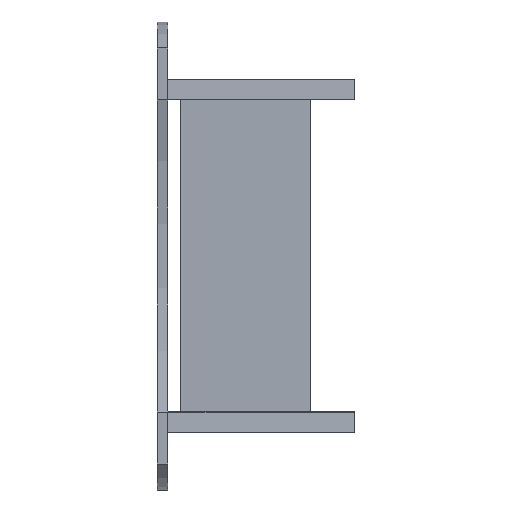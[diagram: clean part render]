
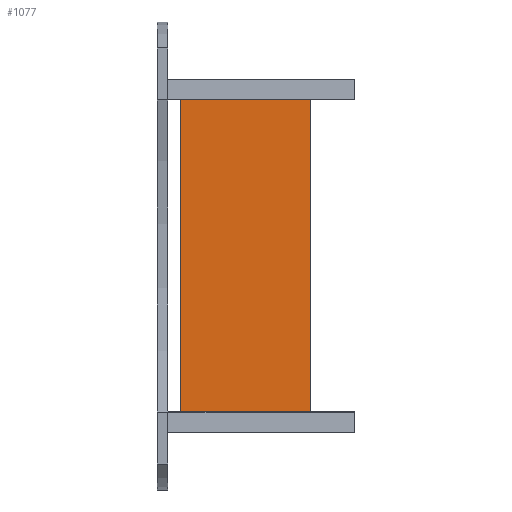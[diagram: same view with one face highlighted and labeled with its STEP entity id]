
A CAD part, left-side view. The second image highlights one B-rep face of the part: STEP entity #1077.
In plain terms, the highlighted planar face has unit normal (-1, 0, 0).
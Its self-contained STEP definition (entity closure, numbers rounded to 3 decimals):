
#236 = EDGE_CURVE ( 'NONE', #69499, #6991, #37101, .T. ) ;
#484 = VERTEX_POINT ( 'NONE', #34001 ) ;
#843 = LINE ( 'NONE', #6262, #7555 ) ;
#849 = CIRCLE ( 'NONE', #46960, 6. ) ;
#1077 = ADVANCED_FACE ( 'NONE', ( #56101, #62964, #23275, #34101, #18212 ), #68708, .F. ) ;
#1562 = CARTESIAN_POINT ( 'NONE',  ( -4015.252, 270., 2651.432 ) ) ;
#1938 = CARTESIAN_POINT ( 'NONE',  ( -4015.252, 570., 3925.432 ) ) ;
#2680 = CARTESIAN_POINT ( 'NONE',  ( -4015.252, 270., 3919.432 ) ) ;
#2806 = DIRECTION ( 'NONE',  ( 0., 0., 1. ) ) ;
#3507 = EDGE_LOOP ( 'NONE', ( #28757, #37422 ) ) ;
#3878 = CIRCLE ( 'NONE', #20007, 6. ) ;
#4730 = CARTESIAN_POINT ( 'NONE',  ( -4015.252, 170., 2605.432 ) ) ;
#5015 = CARTESIAN_POINT ( 'NONE',  ( -4015.252, 270., 2645.432 ) ) ;
#5133 = EDGE_LOOP ( 'NONE', ( #20905, #12445, #66899, #35102 ) ) ;
#5451 = DIRECTION ( 'NONE',  ( -1., 0., 0. ) ) ;
#5913 = CARTESIAN_POINT ( 'NONE',  ( -4015.252, 570., 3931.432 ) ) ;
#6262 = CARTESIAN_POINT ( 'NONE',  ( -4015.252, 170., 3965.432 ) ) ;
#6991 = VERTEX_POINT ( 'NONE', #20585 ) ;
#7555 = VECTOR ( 'NONE', #56038, 1000. ) ;
#7782 = EDGE_CURVE ( 'NONE', #484, #46850, #56408, .T. ) ;
#8968 = CARTESIAN_POINT ( 'NONE',  ( -4015.252, 270., 3925.432 ) ) ;
#9484 = EDGE_CURVE ( 'NONE', #46850, #63261, #843, .T. ) ;
#9661 = CARTESIAN_POINT ( 'NONE',  ( -4015.252, 270., 2645.432 ) ) ;
#10084 = ORIENTED_EDGE ( 'NONE', *, *, #44947, .F. ) ;
#10378 = CARTESIAN_POINT ( 'NONE',  ( -4015.252, 570., 2639.432 ) ) ;
#10703 = VERTEX_POINT ( 'NONE', #1562 ) ;
#10943 = DIRECTION ( 'NONE',  ( 0., 1., 0. ) ) ;
#12445 = ORIENTED_EDGE ( 'NONE', *, *, #7782, .F. ) ;
#13189 = CARTESIAN_POINT ( 'NONE',  ( -4015.252, 570., 3919.432 ) ) ;
#15058 = DIRECTION ( 'NONE',  ( -1., 0., 0. ) ) ;
#15490 = EDGE_CURVE ( 'NONE', #10703, #17889, #849, .T. ) ;
#15523 = CARTESIAN_POINT ( 'NONE',  ( -4015.252, 270., 3925.432 ) ) ;
#15862 = DIRECTION ( 'NONE',  ( 0., 0., 1. ) ) ;
#16196 = VERTEX_POINT ( 'NONE', #19445 ) ;
#17889 = VERTEX_POINT ( 'NONE', #38808 ) ;
#18212 = FACE_OUTER_BOUND ( 'NONE', #5133, .T. ) ;
#18339 = EDGE_CURVE ( 'NONE', #28017, #484, #47776, .T. ) ;
#18938 = DIRECTION ( 'NONE',  ( 1., 0., 0. ) ) ;
#19445 = CARTESIAN_POINT ( 'NONE',  ( -4015.252, 570., 2651.432 ) ) ;
#19589 = VECTOR ( 'NONE', #59586, 1000. ) ;
#20007 = AXIS2_PLACEMENT_3D ( 'NONE', #70040, #5451, #42983 ) ;
#20585 = CARTESIAN_POINT ( 'NONE',  ( -4015.252, 270., 3931.432 ) ) ;
#20905 = ORIENTED_EDGE ( 'NONE', *, *, #9484, .F. ) ;
#21101 = EDGE_LOOP ( 'NONE', ( #33793, #40923 ) ) ;
#21652 = AXIS2_PLACEMENT_3D ( 'NONE', #69890, #15058, #2806 ) ;
#22660 = CARTESIAN_POINT ( 'NONE',  ( -4015.252, 670., 3965.432 ) ) ;
#23275 = FACE_BOUND ( 'NONE', #21101, .T. ) ;
#25093 = EDGE_CURVE ( 'NONE', #17889, #10703, #60550, .T. ) ;
#27103 = CIRCLE ( 'NONE', #39773, 6. ) ;
#28017 = VERTEX_POINT ( 'NONE', #67216 ) ;
#28606 = CARTESIAN_POINT ( 'NONE',  ( -4015.252, 570., 2645.432 ) ) ;
#28757 = ORIENTED_EDGE ( 'NONE', *, *, #30760, .F. ) ;
#29003 = DIRECTION ( 'NONE',  ( -1., 0., 0. ) ) ;
#30760 = EDGE_CURVE ( 'NONE', #58228, #67684, #55702, .T. ) ;
#31305 = DIRECTION ( 'NONE',  ( 0., 0., 1. ) ) ;
#32835 = AXIS2_PLACEMENT_3D ( 'NONE', #28606, #39794, #44835 ) ;
#32870 = CARTESIAN_POINT ( 'NONE',  ( -4015.252, 170., 3965.432 ) ) ;
#33793 = ORIENTED_EDGE ( 'NONE', *, *, #42068, .F. ) ;
#34001 = CARTESIAN_POINT ( 'NONE',  ( -4015.252, 670., 2605.432 ) ) ;
#34101 = FACE_BOUND ( 'NONE', #35168, .T. ) ;
#34772 = DIRECTION ( 'NONE',  ( 0., 0., 1. ) ) ;
#35102 = ORIENTED_EDGE ( 'NONE', *, *, #35587, .F. ) ;
#35168 = EDGE_LOOP ( 'NONE', ( #56519, #36934 ) ) ;
#35587 = EDGE_CURVE ( 'NONE', #63261, #28017, #66053, .T. ) ;
#36934 = ORIENTED_EDGE ( 'NONE', *, *, #25093, .F. ) ;
#37081 = DIRECTION ( 'NONE',  ( -1., 0., 0. ) ) ;
#37101 = CIRCLE ( 'NONE', #47469, 6. ) ;
#37422 = ORIENTED_EDGE ( 'NONE', *, *, #42271, .F. ) ;
#38808 = CARTESIAN_POINT ( 'NONE',  ( -4015.252, 270., 2639.432 ) ) ;
#39084 = ORIENTED_EDGE ( 'NONE', *, *, #236, .F. ) ;
#39773 = AXIS2_PLACEMENT_3D ( 'NONE', #15523, #49065, #64940 ) ;
#39794 = DIRECTION ( 'NONE',  ( -1., 0., 0. ) ) ;
#39840 = DIRECTION ( 'NONE',  ( 0., 0., -1. ) ) ;
#39911 = VECTOR ( 'NONE', #10943, 1000. ) ;
#40923 = ORIENTED_EDGE ( 'NONE', *, *, #58001, .F. ) ;
#42068 = EDGE_CURVE ( 'NONE', #16196, #45399, #48954, .T. ) ;
#42271 = EDGE_CURVE ( 'NONE', #67684, #58228, #3878, .T. ) ;
#42351 = CARTESIAN_POINT ( 'NONE',  ( -4015.252, 170., 2605.432 ) ) ;
#42983 = DIRECTION ( 'NONE',  ( 0., 0., -1. ) ) ;
#44835 = DIRECTION ( 'NONE',  ( 0., 0., 1. ) ) ;
#44947 = EDGE_CURVE ( 'NONE', #6991, #69499, #27103, .T. ) ;
#45281 = CARTESIAN_POINT ( 'NONE',  ( -4015.252, 420., 3285.432 ) ) ;
#45340 = AXIS2_PLACEMENT_3D ( 'NONE', #1938, #29003, #39840 ) ;
#45399 = VERTEX_POINT ( 'NONE', #10378 ) ;
#46850 = VERTEX_POINT ( 'NONE', #22660 ) ;
#46960 = AXIS2_PLACEMENT_3D ( 'NONE', #9661, #37081, #31305 ) ;
#47469 = AXIS2_PLACEMENT_3D ( 'NONE', #8968, #53348, #59110 ) ;
#47776 = LINE ( 'NONE', #42351, #39911 ) ;
#48954 = CIRCLE ( 'NONE', #32835, 6. ) ;
#49065 = DIRECTION ( 'NONE',  ( -1., 0., 0. ) ) ;
#50492 = CIRCLE ( 'NONE', #21652, 6. ) ;
#53348 = DIRECTION ( 'NONE',  ( -1., 0., 0. ) ) ;
#53740 = DIRECTION ( 'NONE',  ( -1., 0., 0. ) ) ;
#55702 = CIRCLE ( 'NONE', #45340, 6. ) ;
#56038 = DIRECTION ( 'NONE',  ( 0., -1., 0. ) ) ;
#56101 = FACE_BOUND ( 'NONE', #65379, .T. ) ;
#56408 = LINE ( 'NONE', #67242, #64903 ) ;
#56519 = ORIENTED_EDGE ( 'NONE', *, *, #15490, .F. ) ;
#57072 = AXIS2_PLACEMENT_3D ( 'NONE', #5015, #53740, #15862 ) ;
#58001 = EDGE_CURVE ( 'NONE', #45399, #16196, #50492, .T. ) ;
#58228 = VERTEX_POINT ( 'NONE', #5913 ) ;
#59110 = DIRECTION ( 'NONE',  ( 0., 0., -1. ) ) ;
#59586 = DIRECTION ( 'NONE',  ( 0., 0., -1. ) ) ;
#60550 = CIRCLE ( 'NONE', #57072, 6. ) ;
#62964 = FACE_BOUND ( 'NONE', #3507, .T. ) ;
#63261 = VERTEX_POINT ( 'NONE', #32870 ) ;
#64903 = VECTOR ( 'NONE', #34772, 1000. ) ;
#64940 = DIRECTION ( 'NONE',  ( 0., 0., -1. ) ) ;
#65379 = EDGE_LOOP ( 'NONE', ( #10084, #39084 ) ) ;
#66053 = LINE ( 'NONE', #4730, #19589 ) ;
#66899 = ORIENTED_EDGE ( 'NONE', *, *, #18339, .F. ) ;
#67216 = CARTESIAN_POINT ( 'NONE',  ( -4015.252, 170., 2605.432 ) ) ;
#67242 = CARTESIAN_POINT ( 'NONE',  ( -4015.252, 670., 2605.432 ) ) ;
#67684 = VERTEX_POINT ( 'NONE', #13189 ) ;
#68341 = DIRECTION ( 'NONE',  ( 0., 0., -1. ) ) ;
#68708 = PLANE ( 'NONE',  #68802 ) ;
#68802 = AXIS2_PLACEMENT_3D ( 'NONE', #45281, #18938, #68341 ) ;
#69499 = VERTEX_POINT ( 'NONE', #2680 ) ;
#69890 = CARTESIAN_POINT ( 'NONE',  ( -4015.252, 570., 2645.432 ) ) ;
#70040 = CARTESIAN_POINT ( 'NONE',  ( -4015.252, 570., 3925.432 ) ) ;
